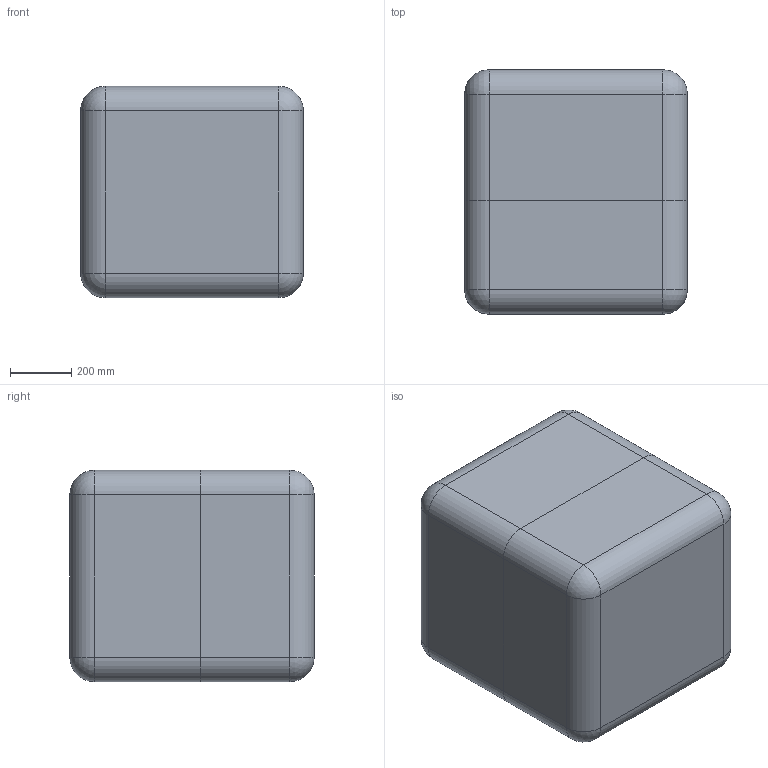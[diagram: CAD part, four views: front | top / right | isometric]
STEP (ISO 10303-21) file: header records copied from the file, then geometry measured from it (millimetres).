
FILE_DESCRIPTION (( 'STEP AP214' ), '1' );
FILE_NAME ('Òðàíñïîðòíûé êîíòåéíåð ÀÄÌÈÐÀË®ÏÐÎÔÅÑÑÈÎÍÀËÜÍÛÅ 070_óïðîùåííàÿ 3D-ìîäåëü.STEP', '2025-09-17T06:58:05', ( '' ), ( '' ), 'SwSTEP 2.0', 'SolidWorks 2021', '' );
FILE_SCHEMA (( 'AUTOMOTIVE_DESIGN' ));
Length unit declared in the file: millimetre
Products named in the file (3): Base 68(óïð); Òðàíñïîðòíûé êîíòåéíåð ÀÄÌÈÐÀË®ÏÐÎÔÅÑÑÈÎÍÀËÜÍÛÅ 070_óïðîùåííàÿ 3D-ìîäåëü; Êðûøêà 70 óïð
Assembly tree (2 placements, depth 2):
  Òðàíñïîðòíûé êîíòåéíåð ÀÄÌÈÐÀË®ÏÐÎÔÅÑÑÈÎÍÀËÜÍÛÅ 070_óïðîùåííàÿ 3D-ìîäåëü
    Base 68(óïð)
    Êðûøêà 70 óïð
Bounding box: 727.36 x 797.94 x 690.7 mm (x, y, z)
Volume: 143713650.5 mm3; surface area: 6529120.6 mm2
Topology: 2 solids, 2 shells, 1235 faces, 3052 edges, 1784 vertices
Faces by surface type: cylinder 516, bspline 276, plane 267, torus 128, cone 28, sphere 20
Entity records: 56743 total; most frequent: CARTESIAN_POINT 29359, ORIENTED_EDGE 6008, DIRECTION 5500, EDGE_CURVE 3004, AXIS2_PLACEMENT_3D 2152, VERTEX_POINT 1784, EDGE_LOOP 1250, FACE_OUTER_BOUND 1235
